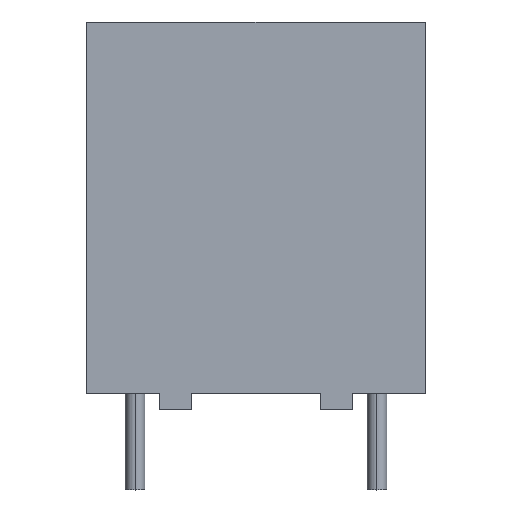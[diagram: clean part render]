
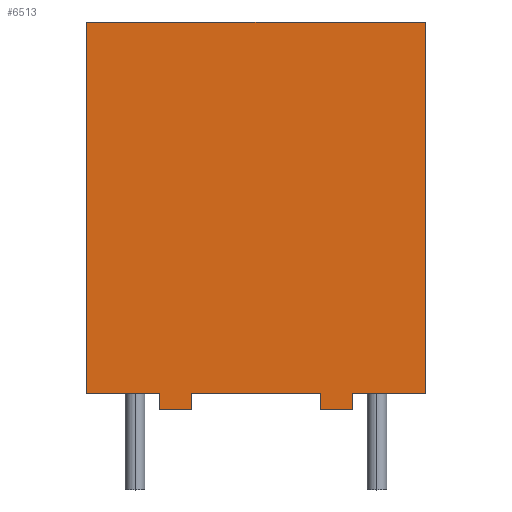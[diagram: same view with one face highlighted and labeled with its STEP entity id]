
A CAD part, top view. The second image highlights one B-rep face of the part: STEP entity #6513.
In plain terms, the highlighted planar face has unit normal (0, 0, 1).
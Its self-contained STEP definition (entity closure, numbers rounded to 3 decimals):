
#70 = VERTEX_POINT ( 'NONE', #732 ) ;
#143 = VERTEX_POINT ( 'NONE', #727 ) ;
#196 = VERTEX_POINT ( 'NONE', #723 ) ;
#205 = VERTEX_POINT ( 'NONE', #721 ) ;
#296 = DIRECTION ( 'NONE',  ( -1., 0., 0. ) ) ;
#297 = DIRECTION ( 'NONE',  ( 0., 0., -1. ) ) ;
#298 = CARTESIAN_POINT ( 'NONE',  ( -5.25, 12., 3. ) ) ;
#312 = FACE_OUTER_BOUND ( 'NONE', #4637, .T. ) ;
#328 = PLANE ( 'NONE',  #8230 ) ;
#430 = CARTESIAN_POINT ( 'NONE',  ( -5.25, 0.5, 3. ) ) ;
#431 = CARTESIAN_POINT ( 'NONE',  ( -5.25, 12., 3. ) ) ;
#432 = CARTESIAN_POINT ( 'NONE',  ( 5.25, 12., 3. ) ) ;
#441 = CARTESIAN_POINT ( 'NONE',  ( 5.25, 0.5, 3. ) ) ;
#587 = CARTESIAN_POINT ( 'NONE',  ( -3., 0., 3. ) ) ;
#588 = CARTESIAN_POINT ( 'NONE',  ( -2., 0., 3. ) ) ;
#591 = CARTESIAN_POINT ( 'NONE',  ( 2., 0., 3. ) ) ;
#592 = CARTESIAN_POINT ( 'NONE',  ( 3., 0., 3. ) ) ;
#721 = CARTESIAN_POINT ( 'NONE',  ( -2., 0.5, 3. ) ) ;
#723 = CARTESIAN_POINT ( 'NONE',  ( 2., 0.5, 3. ) ) ;
#727 = CARTESIAN_POINT ( 'NONE',  ( 3., 0.5, 3. ) ) ;
#732 = CARTESIAN_POINT ( 'NONE',  ( -3., 0.5, 3. ) ) ;
#850 = VERTEX_POINT ( 'NONE', #592 ) ;
#851 = VERTEX_POINT ( 'NONE', #591 ) ;
#854 = VERTEX_POINT ( 'NONE', #588 ) ;
#855 = VERTEX_POINT ( 'NONE', #587 ) ;
#1700 = VECTOR ( 'NONE', #7917, 1000. ) ;
#1744 = VECTOR ( 'NONE', #7748, 1000. ) ;
#2389 = LINE ( 'NONE', #2408, #5714 ) ;
#2408 = CARTESIAN_POINT ( 'NONE',  ( -3., 12., 3. ) ) ;
#2411 = DIRECTION ( 'NONE',  ( 0., 1., 0. ) ) ;
#2462 = LINE ( 'NONE', #2466, #5743 ) ;
#2466 = CARTESIAN_POINT ( 'NONE',  ( 3., 12., 3. ) ) ;
#2467 = DIRECTION ( 'NONE',  ( 0., -1., 0. ) ) ;
#2489 = LINE ( 'NONE', #2491, #5748 ) ;
#2491 = CARTESIAN_POINT ( 'NONE',  ( 2., 12., 3. ) ) ;
#2492 = DIRECTION ( 'NONE',  ( 0., 1., 0. ) ) ;
#2495 = LINE ( 'NONE', #2496, #5746 ) ;
#2496 = CARTESIAN_POINT ( 'NONE',  ( -2., 12., 3. ) ) ;
#2497 = DIRECTION ( 'NONE',  ( 0., -1., 0. ) ) ;
#3669 = VERTEX_POINT ( 'NONE', #441 ) ;
#3681 = VERTEX_POINT ( 'NONE', #432 ) ;
#3682 = VERTEX_POINT ( 'NONE', #431 ) ;
#3683 = VERTEX_POINT ( 'NONE', #430 ) ;
#4248 = ORIENTED_EDGE ( 'NONE', *, *, #8025, .F. ) ;
#4249 = ORIENTED_EDGE ( 'NONE', *, *, #8024, .T. ) ;
#4250 = ORIENTED_EDGE ( 'NONE', *, *, #8023, .T. ) ;
#4251 = ORIENTED_EDGE ( 'NONE', *, *, #8022, .T. ) ;
#4252 = ORIENTED_EDGE ( 'NONE', *, *, #8021, .F. ) ;
#4253 = ORIENTED_EDGE ( 'NONE', *, *, #11475, .F. ) ;
#4254 = ORIENTED_EDGE ( 'NONE', *, *, #11414, .F. ) ;
#4255 = ORIENTED_EDGE ( 'NONE', *, *, #11634, .F. ) ;
#4256 = ORIENTED_EDGE ( 'NONE', *, *, #8019, .F. ) ;
#4257 = ORIENTED_EDGE ( 'NONE', *, *, #11632, .F. ) ;
#4258 = ORIENTED_EDGE ( 'NONE', *, *, #11449, .F. ) ;
#4259 = ORIENTED_EDGE ( 'NONE', *, *, #11485, .F. ) ;
#4637 = EDGE_LOOP ( 'NONE', ( #4248, #4249, #4250, #4251, #4252, #4253, #4254, #4255, #4256, #4257, #4258, #4259 ) ) ;
#4849 = VECTOR ( 'NONE', #9697, 1000. ) ;
#4850 = VECTOR ( 'NONE', #9694, 1000. ) ;
#4853 = VECTOR ( 'NONE', #9689, 1000. ) ;
#4854 = VECTOR ( 'NONE', #9685, 1000. ) ;
#4859 = VECTOR ( 'NONE', #9691, 1000. ) ;
#4860 = VECTOR ( 'NONE', #9680, 1000. ) ;
#5714 = VECTOR ( 'NONE', #2411, 1000. ) ;
#5743 = VECTOR ( 'NONE', #2467, 1000. ) ;
#5746 = VECTOR ( 'NONE', #2497, 1000. ) ;
#5748 = VECTOR ( 'NONE', #2492, 1000. ) ;
#6513 = ADVANCED_FACE ( 'NONE', ( #312 ), #328, .F. ) ;
#7746 = LINE ( 'NONE', #7747, #1744 ) ;
#7747 = CARTESIAN_POINT ( 'NONE',  ( -5.25, 0., 3. ) ) ;
#7748 = DIRECTION ( 'NONE',  ( -1., 0., 0. ) ) ;
#7915 = LINE ( 'NONE', #7916, #1700 ) ;
#7916 = CARTESIAN_POINT ( 'NONE',  ( -5.25, 0., 3. ) ) ;
#7917 = DIRECTION ( 'NONE',  ( -1., 0., 0. ) ) ;
#8019 = EDGE_CURVE ( 'NONE', #196, #205, #9677, .T. ) ;
#8021 = EDGE_CURVE ( 'NONE', #70, #3683, #9683, .T. ) ;
#8022 = EDGE_CURVE ( 'NONE', #3682, #3683, #9686, .T. ) ;
#8023 = EDGE_CURVE ( 'NONE', #3681, #3682, #9660, .T. ) ;
#8024 = EDGE_CURVE ( 'NONE', #3669, #3681, #9692, .T. ) ;
#8025 = EDGE_CURVE ( 'NONE', #3669, #143, #9695, .T. ) ;
#8230 = AXIS2_PLACEMENT_3D ( 'NONE', #298, #297, #296 ) ;
#9660 = LINE ( 'NONE', #9690, #4859 ) ;
#9677 = LINE ( 'NONE', #9679, #4860 ) ;
#9679 = CARTESIAN_POINT ( 'NONE',  ( -5.25, 0.5, 3. ) ) ;
#9680 = DIRECTION ( 'NONE',  ( -1., 0., 0. ) ) ;
#9683 = LINE ( 'NONE', #9684, #4854 ) ;
#9684 = CARTESIAN_POINT ( 'NONE',  ( -5.25, 0.5, 3. ) ) ;
#9685 = DIRECTION ( 'NONE',  ( -1., 0., 0. ) ) ;
#9686 = LINE ( 'NONE', #9688, #4853 ) ;
#9688 = CARTESIAN_POINT ( 'NONE',  ( -5.25, 0., 3. ) ) ;
#9689 = DIRECTION ( 'NONE',  ( 0., -1., 0. ) ) ;
#9690 = CARTESIAN_POINT ( 'NONE',  ( -5.25, 12., 3. ) ) ;
#9691 = DIRECTION ( 'NONE',  ( -1., 0., 0. ) ) ;
#9692 = LINE ( 'NONE', #9693, #4850 ) ;
#9693 = CARTESIAN_POINT ( 'NONE',  ( 5.25, 0., 3. ) ) ;
#9694 = DIRECTION ( 'NONE',  ( 0., 1., 0. ) ) ;
#9695 = LINE ( 'NONE', #9696, #4849 ) ;
#9696 = CARTESIAN_POINT ( 'NONE',  ( -5.25, 0.5, 3. ) ) ;
#9697 = DIRECTION ( 'NONE',  ( -1., 0., 0. ) ) ;
#11414 = EDGE_CURVE ( 'NONE', #854, #855, #7746, .T. ) ;
#11449 = EDGE_CURVE ( 'NONE', #850, #851, #7915, .T. ) ;
#11475 = EDGE_CURVE ( 'NONE', #855, #70, #2389, .T. ) ;
#11485 = EDGE_CURVE ( 'NONE', #143, #850, #2462, .T. ) ;
#11632 = EDGE_CURVE ( 'NONE', #851, #196, #2489, .T. ) ;
#11634 = EDGE_CURVE ( 'NONE', #205, #854, #2495, .T. ) ;
